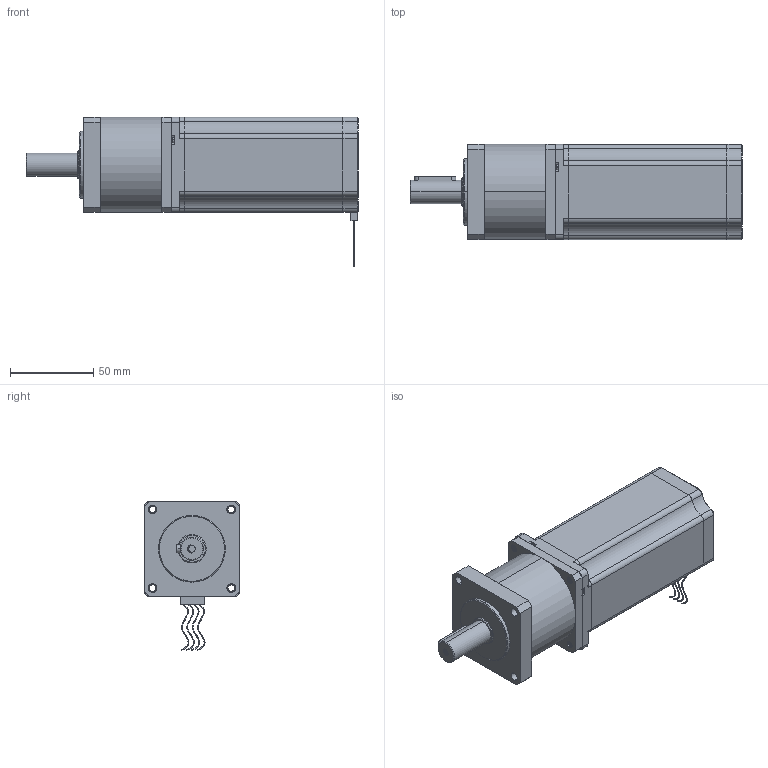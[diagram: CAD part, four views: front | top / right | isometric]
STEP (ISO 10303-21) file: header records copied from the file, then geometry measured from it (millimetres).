
FILE_DESCRIPTION (( 'STEP AP214' ), '1' );
FILE_NAME ('57HS11242A4〞XG珨撰厒掀.STEP', '2023-11-13T11:59:46', ( '' ), ( '' ), 'SwSTEP 2.0', 'SolidWorks 2021', '' );
FILE_SCHEMA (( 'AUTOMOTIVE_DESIGN' ));
Length unit declared in the file: millimetre
Products named in the file (6): 57HS11242A4〞XG珨撰厒掀; 57HS11242A4XG.step; 57XG珨撰厒掀; 57XG熬厒奻; 57XG熬厒菁釱
Assembly tree (5 placements, depth 3):
  57HS11242A4〞XG珨撰厒掀
    57HS11242A4XG.step
    57XG珨撰厒掀
      57XG熬厒奻
      57XG熬厒菁釱
      57XG珨撰厒掀
Bounding box: 199 x 57.07 x 89.62 mm (x, y, z)
Volume: 477885.4 mm3; surface area: 73153.1 mm2
Topology: 7 solids, 7 shells, 426 faces, 1100 edges, 710 vertices
Faces by surface type: cylinder 204, plane 158, torus 24, bspline 23, cone 17
Entity records: 21335 total; most frequent: CARTESIAN_POINT 10765, ORIENTED_EDGE 2200, DIRECTION 2025, EDGE_CURVE 1100, AXIS2_PLACEMENT_3D 769, VERTEX_POINT 710, VECTOR 487, LINE 487
